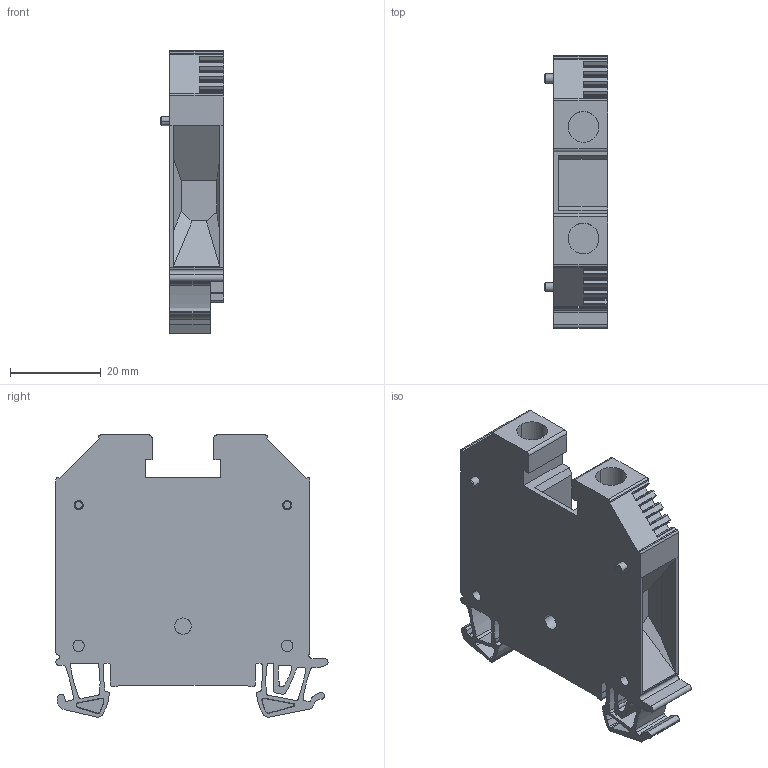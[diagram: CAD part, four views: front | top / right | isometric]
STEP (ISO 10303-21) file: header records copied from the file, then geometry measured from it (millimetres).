
FILE_DESCRIPTION(('CATIA V5 STEP Exchange','CAx-IF Rec.Pracs.--- Model Styling and Organization---1.4--- 2014-01-23'),'2;1');
FILE_NAME ('D1447092_0', '2020-04-21T04:41:00+00:00', ('none'), ('Weidmueller'), 'CATIA Version 5-6 Release 2016 SP3 HF44', 'CATIA V5 STEP AP214', 'none');
FILE_SCHEMA(('AUTOMOTIVE_DESIGN { 1 0 10303 214 1 1 1 1 }'));
Length unit declared in the file: millimetre
Products named in the file (1): 1028980000_WDU_16-ZA_BL
Bounding box: 13.9 x 60 x 62.25 mm (x, y, z)
Volume: 27304.8 mm3; surface area: 12114.5 mm2
Topology: 1 solids, 1 shells, 385 faces, 1165 edges, 795 vertices
Faces by surface type: plane 223, cylinder 98, cone 44, extrusion 12, bspline 8
Entity records: 14057 total; most frequent: CARTESIAN_POINT 3594, ORIENTED_EDGE 2330, DIRECTION 1681, EDGE_CURVE 1165, VECTOR 832, LINE 820, VERTEX_POINT 795, AXIS2_PLACEMENT_3D 531
